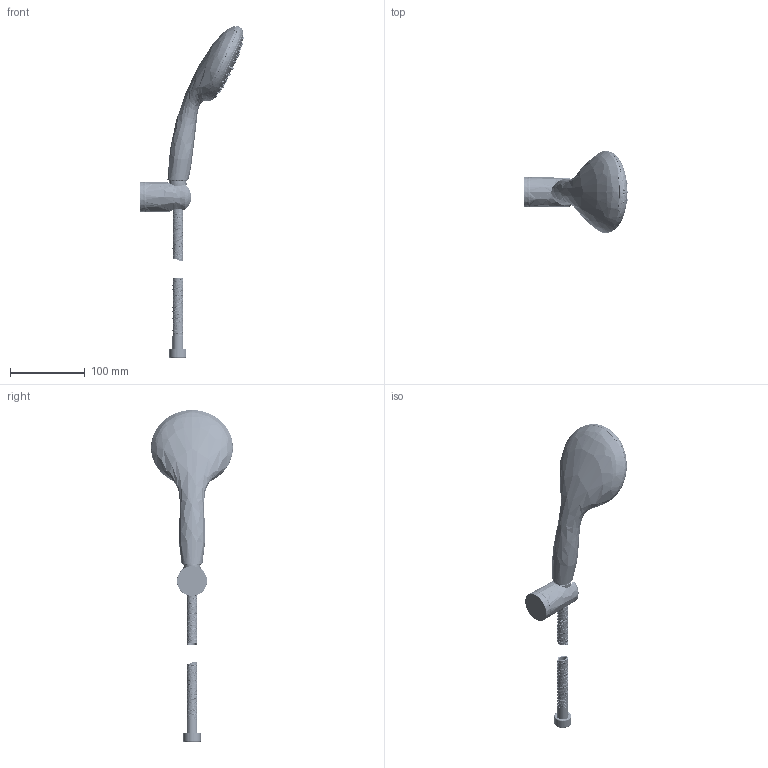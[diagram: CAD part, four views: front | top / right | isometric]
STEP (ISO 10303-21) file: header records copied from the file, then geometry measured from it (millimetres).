
FILE_DESCRIPTION(/* description */ ('Unknown'),/* implementation_level */ '2;1');
FILE_NAME(/* name */ '27944001',/* time_stamp */ '2023-02-01T13:34:03+01:00',/* author */ ('Unknown'),/* organization */ ('GROHE AG'),/* preprocessor_version */ 'ST-DEVELOPER v16.7',/* originating_system */ 'DEX',/* authorisation */ $);
FILE_SCHEMA (('AUTOMOTIVE_DESIGN {1 0 10303 214 3 1 1}'));
Products named in the file (1): 27944001
Bounding box: 140.29 x 109.63 x 444.89 mm (x, y, z)
Volume: 183974 mm3; surface area: 159556.4 mm2
Topology: 11 solids, 12 shells, 7296 faces, 18014 edges, 10434 vertices
Faces by surface type: bspline 4245, cylinder 1037, plane 789, torus 679, sphere 275, cone 271
Full cylindrical faces by diameter (mm): 2.8 x158, 3.7 x79, 8.3 x2, 10.8 x2, 12 x2, 14.7 x2, 15.1 x1, 15.6 x1, 16 x2, 16.2 x3, 17.996 x4, 18.2 x1, 18.4 x1, 18.631 x2, 19.2 x1, 19.9 x1, 21 x2, 21.2 x4, 22.6 x1, 23 x1, 38 x1, 90.8 x1, 100 x1, 100.004 x1
Entity records: 293284 total; most frequent: CARTESIAN_POINT 157860, ORIENTED_EDGE 31662, DIRECTION 18868, EDGE_CURVE 15831, VERTEX_POINT 9629, EDGE_LOOP 8782, FACE_BOUND 8782, B_SPLINE_CURVE_WITH_KNOTS 8589
